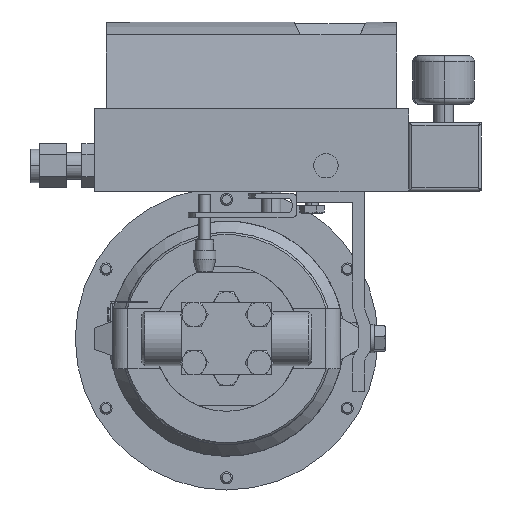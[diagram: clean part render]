
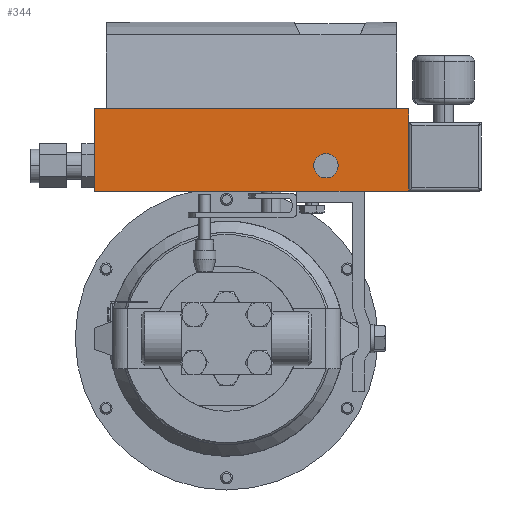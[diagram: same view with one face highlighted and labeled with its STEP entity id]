
A CAD part, front view. The second image highlights one B-rep face of the part: STEP entity #344.
In plain terms, the highlighted planar face has unit normal (0, -1, 0).
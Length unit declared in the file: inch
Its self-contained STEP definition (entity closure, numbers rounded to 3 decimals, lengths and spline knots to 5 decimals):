
#88 = CARTESIAN_POINT ( 'NONE',  ( -1.50995, 6.32853, 5.66648 ) ) ;
#192 = CARTESIAN_POINT ( 'NONE',  ( 4.99005, 6.32853, 8.67249 ) ) ;
#344 = ADVANCED_FACE ( 'NONE', ( #21650, #13918 ), #10863, .F. ) ;
#894 = CARTESIAN_POINT ( 'NONE',  ( 3.27831, 6.32853, 5.93598 ) ) ;
#1276 = VECTOR ( 'NONE', #32701, 39.37008 ) ;
#1559 = DIRECTION ( 'NONE',  ( 1., 0., 0. ) ) ;
#1565 = DIRECTION ( 'NONE',  ( 0., -1., 0. ) ) ;
#1570 = DIRECTION ( 'NONE',  ( 1., 0., 0. ) ) ;
#2097 = DIRECTION ( 'NONE',  ( 1., 0., 0. ) ) ;
#2658 = DIRECTION ( 'NONE',  ( 0., 0., 1. ) ) ;
#3161 = ORIENTED_EDGE ( 'NONE', *, *, #12436, .T. ) ;
#3478 = VERTEX_POINT ( 'NONE', #14055 ) ;
#3550 = ORIENTED_EDGE ( 'NONE', *, *, #26719, .T. ) ;
#3553 = ORIENTED_EDGE ( 'NONE', *, *, #12190, .T. ) ;
#3793 = DIRECTION ( 'NONE',  ( 0., 0., -1. ) ) ;
#3974 = VECTOR ( 'NONE', #1570, 39.37008 ) ;
#4141 = CARTESIAN_POINT ( 'NONE',  ( -1.25995, 6.32853, 7.36645 ) ) ;
#4955 = VERTEX_POINT ( 'NONE', #25278 ) ;
#5332 = CARTESIAN_POINT ( 'NONE',  ( 2.67005, 6.32853, 5.66648 ) ) ;
#5612 = ORIENTED_EDGE ( 'NONE', *, *, #18327, .F. ) ;
#5676 = EDGE_CURVE ( 'NONE', #4955, #14831, #19343, .T. ) ;
#6014 = CARTESIAN_POINT ( 'NONE',  ( -1.50995, 6.32853, 5.66648 ) ) ;
#7002 = DIRECTION ( 'NONE',  ( 0., -1., 0. ) ) ;
#7714 = ORIENTED_EDGE ( 'NONE', *, *, #11808, .F. ) ;
#8599 = ORIENTED_EDGE ( 'NONE', *, *, #24134, .T. ) ;
#9030 = LINE ( 'NONE', #9120, #21025 ) ;
#9120 = CARTESIAN_POINT ( 'NONE',  ( 4.74005, 6.32853, 7.36645 ) ) ;
#9527 = AXIS2_PLACEMENT_3D ( 'NONE', #22338, #7002, #24969 ) ;
#10488 = CARTESIAN_POINT ( 'NONE',  ( -1.25995, 6.32853, 7.36645 ) ) ;
#10863 = PLANE ( 'NONE',  #11609 ) ;
#11111 = ORIENTED_EDGE ( 'NONE', *, *, #22248, .T. ) ;
#11609 = AXIS2_PLACEMENT_3D ( 'NONE', #12945, #19032, #3793 ) ;
#11808 = EDGE_CURVE ( 'NONE', #29114, #24033, #32060, .T. ) ;
#11994 = AXIS2_PLACEMENT_3D ( 'NONE', #16644, #1565, #19271 ) ;
#12190 = EDGE_CURVE ( 'NONE', #14422, #22103, #17885, .T. ) ;
#12436 = EDGE_CURVE ( 'NONE', #22103, #17156, #19920, .T. ) ;
#12616 = EDGE_CURVE ( 'NONE', #14831, #23759, #18286, .T. ) ;
#12945 = CARTESIAN_POINT ( 'NONE',  ( 4.74005, 6.32853, 5.66648 ) ) ;
#13020 = LINE ( 'NONE', #14601, #1276 ) ;
#13031 = VECTOR ( 'NONE', #30402, 39.37008 ) ;
#13147 = CARTESIAN_POINT ( 'NONE',  ( 3.27831, 6.32853, 6.43913 ) ) ;
#13918 = FACE_BOUND ( 'NONE', #22755, .T. ) ;
#14055 = CARTESIAN_POINT ( 'NONE',  ( 4.99005, 6.32853, 7.36645 ) ) ;
#14422 = VERTEX_POINT ( 'NONE', #5332 ) ;
#14601 = CARTESIAN_POINT ( 'NONE',  ( 4.99005, 6.32853, 5.66648 ) ) ;
#14696 = VECTOR ( 'NONE', #2658, 39.37008 ) ;
#14831 = VERTEX_POINT ( 'NONE', #10488 ) ;
#15094 = DIRECTION ( 'NONE',  ( 0., 0., 1. ) ) ;
#15177 = ORIENTED_EDGE ( 'NONE', *, *, #5676, .F. ) ;
#15507 = LINE ( 'NONE', #88, #22455 ) ;
#16238 = VECTOR ( 'NONE', #19471, 39.37008 ) ;
#16644 = CARTESIAN_POINT ( 'NONE',  ( 3.27831, 6.32853, 6.18756 ) ) ;
#17156 = VERTEX_POINT ( 'NONE', #29902 ) ;
#17885 = LINE ( 'NONE', #20935, #24838 ) ;
#18286 = LINE ( 'NONE', #4141, #3974 ) ;
#18327 = EDGE_CURVE ( 'NONE', #23759, #3478, #9030, .T. ) ;
#18528 = VECTOR ( 'NONE', #2097, 39.37008 ) ;
#19010 = VERTEX_POINT ( 'NONE', #6014 ) ;
#19032 = DIRECTION ( 'NONE',  ( 0., 1., 0. ) ) ;
#19271 = DIRECTION ( 'NONE',  ( 0., 0., -1. ) ) ;
#19293 = EDGE_LOOP ( 'NONE', ( #11111, #3550, #5612, #20201, #15177, #26928, #8599, #3553, #3161 ) ) ;
#19343 = LINE ( 'NONE', #19851, #18528 ) ;
#19471 = DIRECTION ( 'NONE',  ( 1., 0., 0. ) ) ;
#19851 = CARTESIAN_POINT ( 'NONE',  ( -1.50995, 6.32853, 7.36645 ) ) ;
#19920 = LINE ( 'NONE', #32849, #13031 ) ;
#20201 = ORIENTED_EDGE ( 'NONE', *, *, #12616, .F. ) ;
#20935 = CARTESIAN_POINT ( 'NONE',  ( 4.74005, 6.32853, 5.66648 ) ) ;
#21025 = VECTOR ( 'NONE', #1559, 39.37008 ) ;
#21650 = FACE_OUTER_BOUND ( 'NONE', #19293, .T. ) ;
#22099 = CARTESIAN_POINT ( 'NONE',  ( 4.74005, 6.32853, 5.66648 ) ) ;
#22103 = VERTEX_POINT ( 'NONE', #22293 ) ;
#22201 = EDGE_CURVE ( 'NONE', #19010, #4955, #15507, .T. ) ;
#22248 = EDGE_CURVE ( 'NONE', #17156, #32525, #23265, .T. ) ;
#22293 = CARTESIAN_POINT ( 'NONE',  ( 4.07005, 6.32853, 5.66648 ) ) ;
#22338 = CARTESIAN_POINT ( 'NONE',  ( 3.27831, 6.32853, 6.18756 ) ) ;
#22455 = VECTOR ( 'NONE', #15094, 39.37008 ) ;
#22755 = EDGE_LOOP ( 'NONE', ( #30024, #7714 ) ) ;
#23196 = CARTESIAN_POINT ( 'NONE',  ( 4.74005, 6.32853, 7.36645 ) ) ;
#23209 = LINE ( 'NONE', #22099, #16238 ) ;
#23265 = LINE ( 'NONE', #192, #14696 ) ;
#23319 = CARTESIAN_POINT ( 'NONE',  ( 4.99005, 6.32853, 7.08388 ) ) ;
#23759 = VERTEX_POINT ( 'NONE', #23196 ) ;
#24033 = VERTEX_POINT ( 'NONE', #894 ) ;
#24134 = EDGE_CURVE ( 'NONE', #19010, #14422, #23209, .T. ) ;
#24838 = VECTOR ( 'NONE', #28759, 39.37008 ) ;
#24969 = DIRECTION ( 'NONE',  ( 0., 0., -1. ) ) ;
#25278 = CARTESIAN_POINT ( 'NONE',  ( -1.50995, 6.32853, 7.36645 ) ) ;
#26719 = EDGE_CURVE ( 'NONE', #32525, #3478, #13020, .T. ) ;
#26928 = ORIENTED_EDGE ( 'NONE', *, *, #22201, .F. ) ;
#28759 = DIRECTION ( 'NONE',  ( 1., 0., 0. ) ) ;
#29114 = VERTEX_POINT ( 'NONE', #13147 ) ;
#29475 = CIRCLE ( 'NONE', #11994, 0.25157 ) ;
#29902 = CARTESIAN_POINT ( 'NONE',  ( 4.99005, 6.32853, 5.66648 ) ) ;
#29991 = EDGE_CURVE ( 'NONE', #24033, #29114, #29475, .T. ) ;
#30024 = ORIENTED_EDGE ( 'NONE', *, *, #29991, .F. ) ;
#30402 = DIRECTION ( 'NONE',  ( 1., 0., 0. ) ) ;
#32060 = CIRCLE ( 'NONE', #9527, 0.25157 ) ;
#32525 = VERTEX_POINT ( 'NONE', #23319 ) ;
#32701 = DIRECTION ( 'NONE',  ( 0., 0., 1. ) ) ;
#32849 = CARTESIAN_POINT ( 'NONE',  ( 4.74005, 6.32853, 5.66648 ) ) ;
